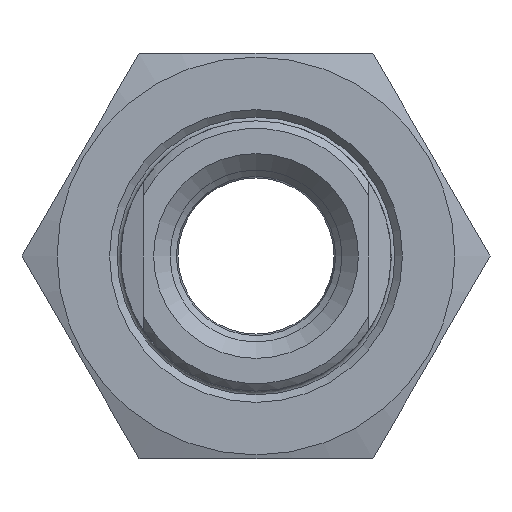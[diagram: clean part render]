
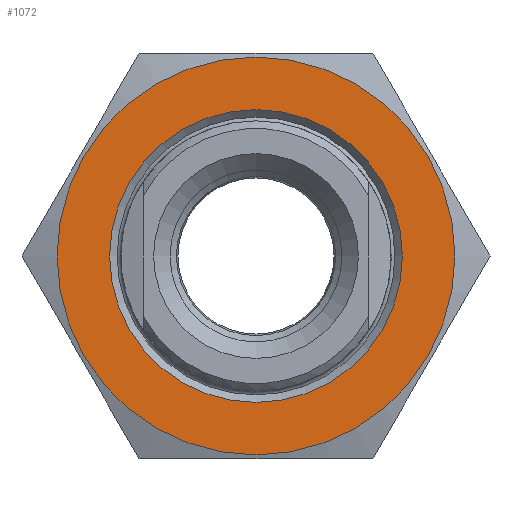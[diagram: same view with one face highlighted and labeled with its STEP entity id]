
A CAD part, left-side view. The second image highlights one B-rep face of the part: STEP entity #1072.
In plain terms, the highlighted planar face has unit normal (-1, 0, 0).
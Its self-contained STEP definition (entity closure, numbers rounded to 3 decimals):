
#70=FACE_BOUND('',#201,.T.);
#86=PLANE('',#1223);
#130=FACE_OUTER_BOUND('',#200,.T.);
#200=EDGE_LOOP('',(#773));
#201=EDGE_LOOP('',(#774));
#376=CIRCLE('',#1213,13.25);
#377=CIRCLE('',#1218,9.75);
#474=VERTEX_POINT('',#1817);
#475=VERTEX_POINT('',#1828);
#582=EDGE_CURVE('',#474,#474,#376,.T.);
#587=EDGE_CURVE('',#475,#475,#377,.T.);
#773=ORIENTED_EDGE('',*,*,#582,.T.);
#774=ORIENTED_EDGE('',*,*,#587,.F.);
#1072=ADVANCED_FACE('',(#130,#70),#86,.T.);
#1213=AXIS2_PLACEMENT_3D('',#1819,#1395,#1396);
#1218=AXIS2_PLACEMENT_3D('',#1829,#1409,#1410);
#1223=AXIS2_PLACEMENT_3D('',#1839,#1421,#1422);
#1395=DIRECTION('center_axis',(-1.,0.,0.));
#1396=DIRECTION('ref_axis',(0.,1.,0.));
#1409=DIRECTION('center_axis',(-1.,0.,0.));
#1410=DIRECTION('ref_axis',(0.,0.,-1.));
#1421=DIRECTION('center_axis',(-1.,0.,0.));
#1422=DIRECTION('ref_axis',(0.,0.,1.));
#1817=CARTESIAN_POINT('',(-14.5,-13.25,0.));
#1819=CARTESIAN_POINT('Origin',(-14.5,0.,0.));
#1828=CARTESIAN_POINT('',(-14.5,0.,9.75));
#1829=CARTESIAN_POINT('Origin',(-14.5,0.,0.));
#1839=CARTESIAN_POINT('Origin',(-14.5,0.,0.));
